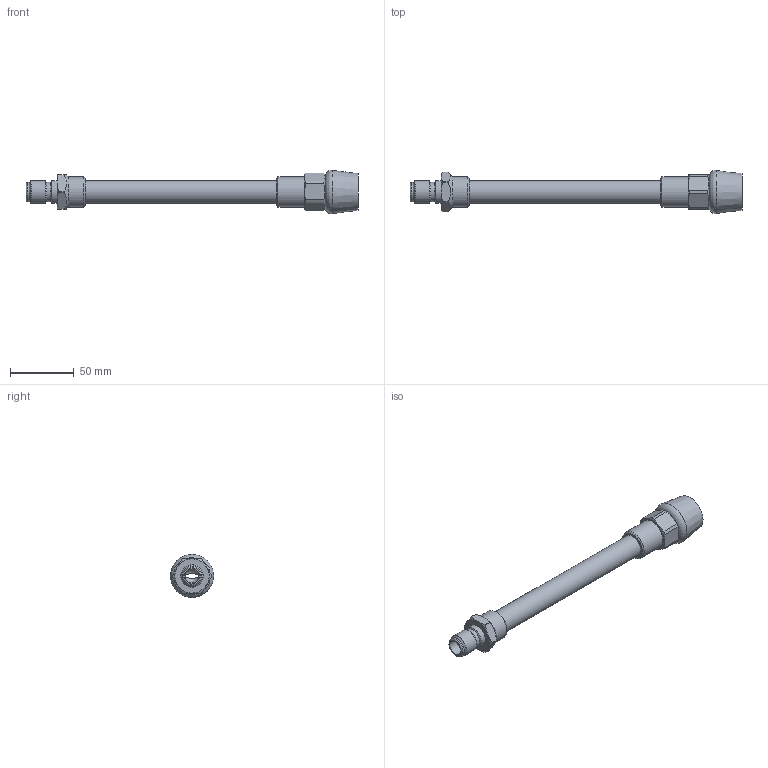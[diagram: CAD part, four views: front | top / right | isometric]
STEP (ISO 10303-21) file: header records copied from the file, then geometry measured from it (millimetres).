
FILE_DESCRIPTION(/* description */ ('Unknown'),/* implementation_level */ '2;1');
FILE_NAME(/* name */ '203100630',/* time_stamp */ '2018-11-13T08:17:07+01:00',/* author */ ('Unknown'),/* organization */ ('Unknown'),/* preprocessor_version */ 'ST-DEVELOPER v16.7',/* originating_system */ 'DEX',/* authorisation */ $);
FILE_SCHEMA (('AUTOMOTIVE_DESIGN {1 0 10303 214 3 1 1}'));
Length unit declared in the file: millimetre
Products named in the file (1): Part4
Bounding box: 261.29 x 34 x 34.04 mm (x, y, z)
Volume: 53913.3 mm3; surface area: 34229.9 mm2
Topology: 1 solids, 1 shells, 121 faces, 340 edges, 219 vertices
Faces by surface type: cone 47, plane 40, cylinder 29, torus 4, sphere 1
Full cylindrical faces by diameter (mm): 12 x1, 14 x2, 15.2 x1, 15.4 x1, 16.3 x1, 16.5 x1, 17.8 x2, 18 x1, 19.14 x1, 21 x1, 21.5 x1, 23.8 x1, 24 x1, 25 x2
Entity records: 4617 total; most frequent: CARTESIAN_POINT 888, DIRECTION 586, ORIENTED_EDGE 580, EDGE_CURVE 290, AXIS2_PLACEMENT_3D 254, VERTEX_POINT 202, EDGE_LOOP 166, FACE_BOUND 166
